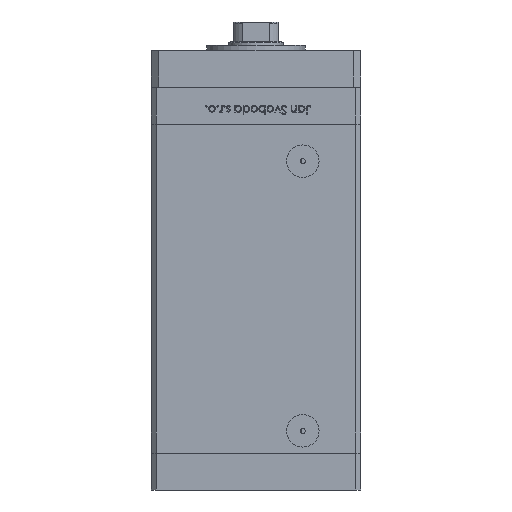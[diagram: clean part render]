
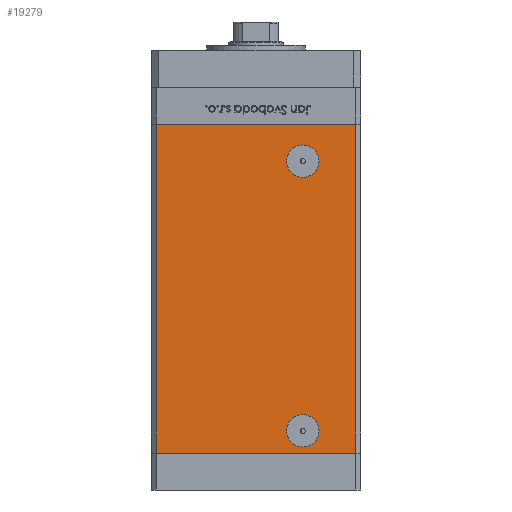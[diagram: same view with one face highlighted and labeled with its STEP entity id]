
A CAD part, front view. The second image highlights one B-rep face of the part: STEP entity #19279.
In plain terms, the highlighted planar face has unit normal (0, -1, 0).
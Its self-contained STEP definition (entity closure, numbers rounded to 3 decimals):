
#1779 = LINE ( 'NONE', #3317, #23467 ) ;
#3317 = CARTESIAN_POINT ( 'NONE',  ( -40.5, -37.5, 133.5 ) ) ;
#4684 = VERTEX_POINT ( 'NONE', #29606 ) ;
#5045 = EDGE_LOOP ( 'NONE', ( #40343, #5133, #20255, #46119 ) ) ;
#5133 = ORIENTED_EDGE ( 'NONE', *, *, #52405, .F. ) ;
#5283 = VERTEX_POINT ( 'NONE', #7121 ) ;
#5356 = AXIS2_PLACEMENT_3D ( 'NONE', #24469, #32081, #7384 ) ;
#6950 = PLANE ( 'NONE',  #53100 ) ;
#7121 = CARTESIAN_POINT ( 'NONE',  ( 40.5, -37.5, 133.5 ) ) ;
#7285 = CARTESIAN_POINT ( 'NONE',  ( 19., -37.5, 125.08 ) ) ;
#7384 = DIRECTION ( 'NONE',  ( 0., 0., -1. ) ) ;
#8029 = FACE_BOUND ( 'NONE', #43613, .T. ) ;
#8956 = CIRCLE ( 'NONE', #16756, 6.58 ) ;
#9392 = LINE ( 'NONE', #45760, #51207 ) ;
#9705 = EDGE_CURVE ( 'NONE', #18928, #46472, #23514, .T. ) ;
#10512 = CARTESIAN_POINT ( 'NONE',  ( -40.5, -37.5, 133.5 ) ) ;
#11342 = EDGE_CURVE ( 'NONE', #4684, #17723, #29640, .T. ) ;
#11352 = DIRECTION ( 'NONE',  ( 0., 0., -1. ) ) ;
#11514 = CIRCLE ( 'NONE', #38351, 6.58 ) ;
#12367 = FACE_BOUND ( 'NONE', #35204, .T. ) ;
#14354 = CARTESIAN_POINT ( 'NONE',  ( -40.5, -37.5, 0. ) ) ;
#15560 = CARTESIAN_POINT ( 'NONE',  ( 19., -37.5, 118.5 ) ) ;
#16756 = AXIS2_PLACEMENT_3D ( 'NONE', #15560, #32129, #31860 ) ;
#17235 = EDGE_CURVE ( 'NONE', #17723, #4684, #11514, .T. ) ;
#17723 = VERTEX_POINT ( 'NONE', #24128 ) ;
#18213 = ORIENTED_EDGE ( 'NONE', *, *, #17235, .F. ) ;
#18928 = VERTEX_POINT ( 'NONE', #7285 ) ;
#19189 = CARTESIAN_POINT ( 'NONE',  ( 40.5, -37.5, 133.5 ) ) ;
#19279 = ADVANCED_FACE ( 'NONE', ( #12367, #53337, #8029 ), #6950, .F. ) ;
#20255 = ORIENTED_EDGE ( 'NONE', *, *, #29902, .F. ) ;
#20282 = EDGE_CURVE ( 'NONE', #46472, #18928, #8956, .T. ) ;
#20374 = CARTESIAN_POINT ( 'NONE',  ( 19., -37.5, 111.92 ) ) ;
#20985 = CARTESIAN_POINT ( 'NONE',  ( 40.5, -37.5, 0. ) ) ;
#21840 = DIRECTION ( 'NONE',  ( 0., -1., 0. ) ) ;
#22732 = VERTEX_POINT ( 'NONE', #10512 ) ;
#23467 = VECTOR ( 'NONE', #24193, 1000. ) ;
#23514 = CIRCLE ( 'NONE', #28721, 6.58 ) ;
#24128 = CARTESIAN_POINT ( 'NONE',  ( 19., -37.5, 15.58 ) ) ;
#24193 = DIRECTION ( 'NONE',  ( 1., 0., 0. ) ) ;
#24469 = CARTESIAN_POINT ( 'NONE',  ( 19., -37.5, 9. ) ) ;
#24577 = CARTESIAN_POINT ( 'NONE',  ( -40.5, -37.5, 133.5 ) ) ;
#25928 = DIRECTION ( 'NONE',  ( 1., 0., 0. ) ) ;
#27376 = ORIENTED_EDGE ( 'NONE', *, *, #9705, .T. ) ;
#27574 = VERTEX_POINT ( 'NONE', #20985 ) ;
#28097 = LINE ( 'NONE', #44649, #42533 ) ;
#28721 = AXIS2_PLACEMENT_3D ( 'NONE', #35777, #36044, #11352 ) ;
#28738 = EDGE_CURVE ( 'NONE', #22732, #42598, #28097, .T. ) ;
#29606 = CARTESIAN_POINT ( 'NONE',  ( 19., -37.5, 2.42 ) ) ;
#29640 = CIRCLE ( 'NONE', #5356, 6.58 ) ;
#29727 = EDGE_CURVE ( 'NONE', #42598, #27574, #9392, .T. ) ;
#29902 = EDGE_CURVE ( 'NONE', #22732, #5283, #1779, .T. ) ;
#30125 = VECTOR ( 'NONE', #40110, 1000. ) ;
#31860 = DIRECTION ( 'NONE',  ( 0., 0., -1. ) ) ;
#32081 = DIRECTION ( 'NONE',  ( 0., -1., 0. ) ) ;
#32129 = DIRECTION ( 'NONE',  ( 0., 1., 0. ) ) ;
#35204 = EDGE_LOOP ( 'NONE', ( #51906, #18213 ) ) ;
#35777 = CARTESIAN_POINT ( 'NONE',  ( 19., -37.5, 118.5 ) ) ;
#36044 = DIRECTION ( 'NONE',  ( 0., 1., 0. ) ) ;
#38351 = AXIS2_PLACEMENT_3D ( 'NONE', #50891, #21840, #46013 ) ;
#40110 = DIRECTION ( 'NONE',  ( 0., 0., -1. ) ) ;
#40343 = ORIENTED_EDGE ( 'NONE', *, *, #29727, .T. ) ;
#41148 = DIRECTION ( 'NONE',  ( 0., 1., 0. ) ) ;
#42533 = VECTOR ( 'NONE', #46718, 1000. ) ;
#42598 = VERTEX_POINT ( 'NONE', #14354 ) ;
#43613 = EDGE_LOOP ( 'NONE', ( #48883, #27376 ) ) ;
#44171 = LINE ( 'NONE', #19189, #30125 ) ;
#44649 = CARTESIAN_POINT ( 'NONE',  ( -40.5, -37.5, 133.5 ) ) ;
#45760 = CARTESIAN_POINT ( 'NONE',  ( -40.5, -37.5, 0. ) ) ;
#46013 = DIRECTION ( 'NONE',  ( 0., 0., -1. ) ) ;
#46119 = ORIENTED_EDGE ( 'NONE', *, *, #28738, .T. ) ;
#46472 = VERTEX_POINT ( 'NONE', #20374 ) ;
#46718 = DIRECTION ( 'NONE',  ( 0., 0., -1. ) ) ;
#48468 = DIRECTION ( 'NONE',  ( 0., 0., 1. ) ) ;
#48883 = ORIENTED_EDGE ( 'NONE', *, *, #20282, .T. ) ;
#50891 = CARTESIAN_POINT ( 'NONE',  ( 19., -37.5, 9. ) ) ;
#51207 = VECTOR ( 'NONE', #25928, 1000. ) ;
#51906 = ORIENTED_EDGE ( 'NONE', *, *, #11342, .F. ) ;
#52405 = EDGE_CURVE ( 'NONE', #5283, #27574, #44171, .T. ) ;
#53100 = AXIS2_PLACEMENT_3D ( 'NONE', #24577, #41148, #48468 ) ;
#53337 = FACE_OUTER_BOUND ( 'NONE', #5045, .T. ) ;
